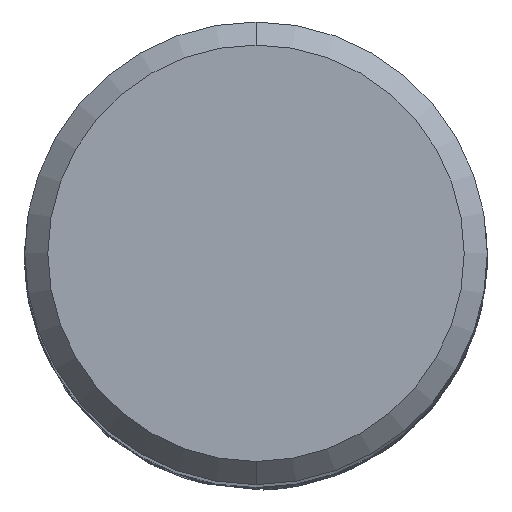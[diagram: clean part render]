
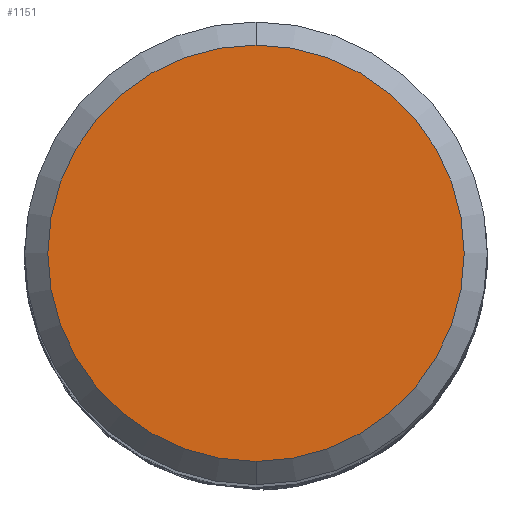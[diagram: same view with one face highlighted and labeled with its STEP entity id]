
A CAD part, top view. The second image highlights one B-rep face of the part: STEP entity #1151.
In plain terms, the highlighted planar face has unit normal (0, 0, 1).
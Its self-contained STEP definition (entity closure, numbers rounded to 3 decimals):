
#929=EDGE_CURVE('',#971,#1629,#2132,.T.);
#971=VERTEX_POINT('',#2176);
#1151=ADVANCED_FACE('',(#2375),#2376,.T.);
#1629=VERTEX_POINT('',#2892);
#1637=EDGE_CURVE('',#1629,#971,#2901,.T.);
#2132=CIRCLE('',#7206,7.2);
#2176=CARTESIAN_POINT('',(0.,-7.2,0.0));
#2375=FACE_OUTER_BOUND('',#11026,.T.);
#2376=PLANE('',#11027);
#2892=CARTESIAN_POINT('',(0.0,7.2,0.0));
#2901=CIRCLE('',#16213,7.2);
#7206=AXIS2_PLACEMENT_3D('',#19673,#19674,#19675);
#11026=EDGE_LOOP('',(#19927,#19928));
#11027=AXIS2_PLACEMENT_3D('',#19929,#19930,#19931);
#16213=AXIS2_PLACEMENT_3D('',#20411,#20412,#20413);
#19673=CARTESIAN_POINT('',(0.0,0.0,0.0));
#19674=DIRECTION('',(0.0,0.0,-1.0));
#19675=DIRECTION('',(0.0,1.0,0.0));
#19927=ORIENTED_EDGE('',*,*,#1637,.F.);
#19928=ORIENTED_EDGE('',*,*,#929,.F.);
#19929=CARTESIAN_POINT('',(0.0,3.6,0.0));
#19930=DIRECTION('',(-0.0,0.0,1.0));
#19931=DIRECTION('',(0.0,-1.0,0.0));
#20411=CARTESIAN_POINT('',(0.0,0.0,0.0));
#20412=DIRECTION('',(0.0,0.0,-1.0));
#20413=DIRECTION('',(0.0,1.0,0.0));
